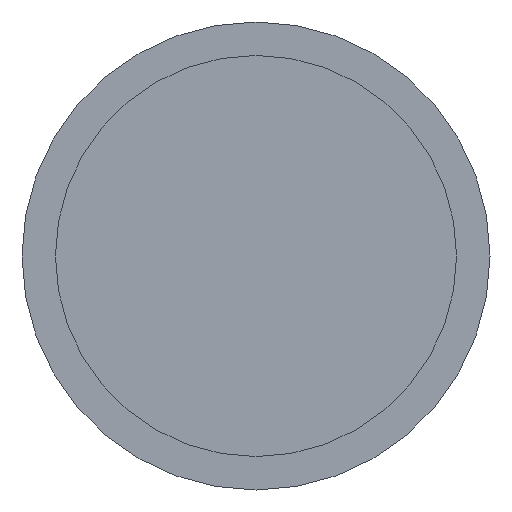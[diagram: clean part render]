
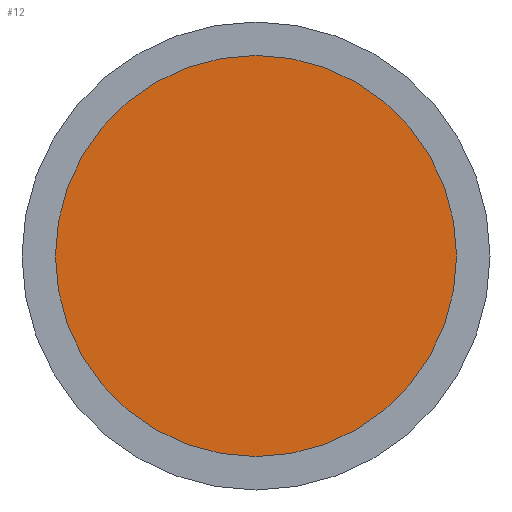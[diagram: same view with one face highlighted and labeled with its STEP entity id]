
A CAD part, front view. The second image highlights one B-rep face of the part: STEP entity #12.
In plain terms, the highlighted planar face has unit normal (0, -1, 0).
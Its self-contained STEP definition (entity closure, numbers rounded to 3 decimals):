
#12 = ADVANCED_FACE ( 'NONE', ( #199 ), #195, .T. ) ;
#14 = EDGE_LOOP ( 'NONE', ( #83, #154 ) ) ;
#23 = VERTEX_POINT ( 'NONE', #251 ) ;
#46 = VERTEX_POINT ( 'NONE', #303 ) ;
#49 = EDGE_CURVE ( 'NONE', #46, #23, #346, .T. ) ;
#72 = EDGE_CURVE ( 'NONE', #23, #46, #311, .T. ) ;
#83 = ORIENTED_EDGE ( 'NONE', *, *, #49, .T. ) ;
#154 = ORIENTED_EDGE ( 'NONE', *, *, #72, .T. ) ;
#177 = DIRECTION ( 'NONE',  ( 0., 0., -1. ) ) ;
#178 = DIRECTION ( 'NONE',  ( 0., -1., 0. ) ) ;
#179 = CARTESIAN_POINT ( 'NONE',  ( 12., 0., 0. ) ) ;
#180 = AXIS2_PLACEMENT_3D ( 'NONE', #179, #178, #177 ) ;
#195 = PLANE ( 'NONE',  #180 ) ;
#199 = FACE_OUTER_BOUND ( 'NONE', #14, .T. ) ;
#251 = CARTESIAN_POINT ( 'NONE',  ( 0., 0., 12. ) ) ;
#261 = DIRECTION ( 'NONE',  ( 0., 0., -1. ) ) ;
#270 = DIRECTION ( 'NONE',  ( 0., 0., -1. ) ) ;
#271 = DIRECTION ( 'NONE',  ( 0., -1., 0. ) ) ;
#272 = AXIS2_PLACEMENT_3D ( 'NONE', #318, #271, #270 ) ;
#303 = CARTESIAN_POINT ( 'NONE',  ( 0., 0., -12. ) ) ;
#311 = CIRCLE ( 'NONE', #272, 12. ) ;
#318 = CARTESIAN_POINT ( 'NONE',  ( 0., 0., 0. ) ) ;
#343 = DIRECTION ( 'NONE',  ( 0., -1., 0. ) ) ;
#344 = CARTESIAN_POINT ( 'NONE',  ( 0., 0., 0. ) ) ;
#345 = AXIS2_PLACEMENT_3D ( 'NONE', #344, #343, #261 ) ;
#346 = CIRCLE ( 'NONE', #345, 12. ) ;
